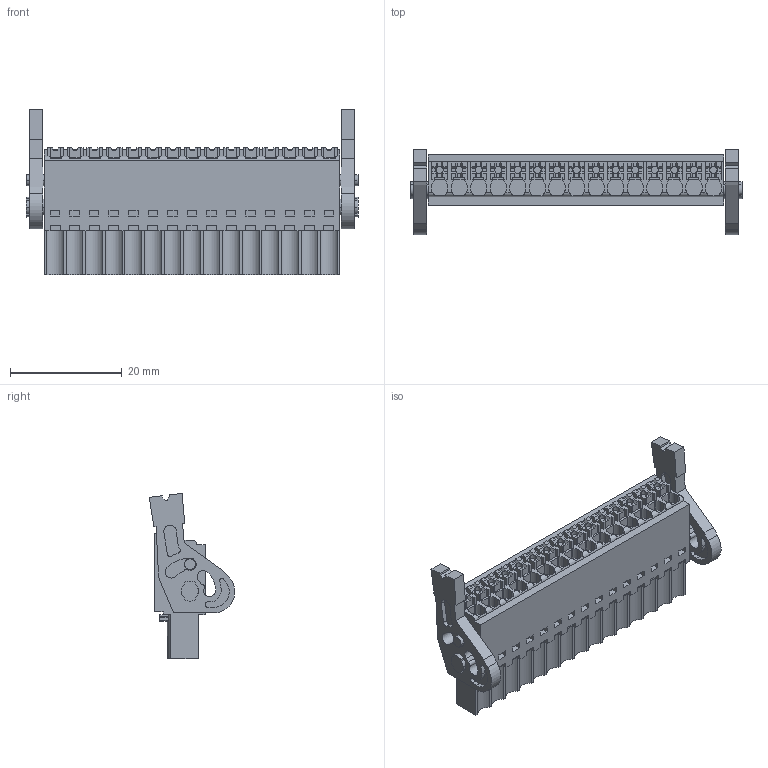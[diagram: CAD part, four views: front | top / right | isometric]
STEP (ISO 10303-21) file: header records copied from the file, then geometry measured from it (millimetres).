
FILE_DESCRIPTION(('CATIA V5 STEP Exchange','CAx-IF Rec.Pracs.--- Model Styling and Organization---1.2---2011-12-15'),'2;1');
FILE_NAME ('D1462608_0', '2017-04-26T07:17:14+00:00', ('none'), ('Weidmueller'), 'CATIA Version 5-6 Release 2014', 'CATIA V5 STEP AP214', 'none');
FILE_SCHEMA(('AUTOMOTIVE_DESIGN { 1 0 10303 214 1 1 1 1 }'));
Length unit declared in the file: millimetre
Products named in the file (1): 2460080000
Bounding box: 59.4 x 15.3 x 29.59 mm (x, y, z)
Volume: 8443.5 mm3; surface area: 7454.7 mm2
Topology: 18 solids, 18 shells, 1558 faces, 4538 edges, 3058 vertices
Faces by surface type: plane 1351, cylinder 207
Entity records: 47081 total; most frequent: CARTESIAN_POINT 9382, ORIENTED_EDGE 9076, DIRECTION 5780, EDGE_CURVE 4538, VECTOR 3695, LINE 3695, VERTEX_POINT 3058, EDGE_LOOP 1642
